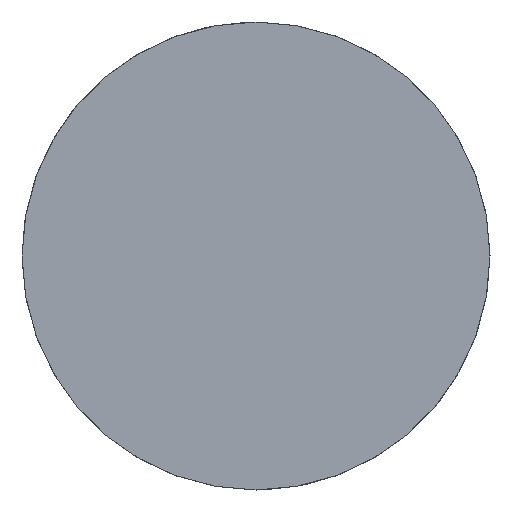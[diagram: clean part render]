
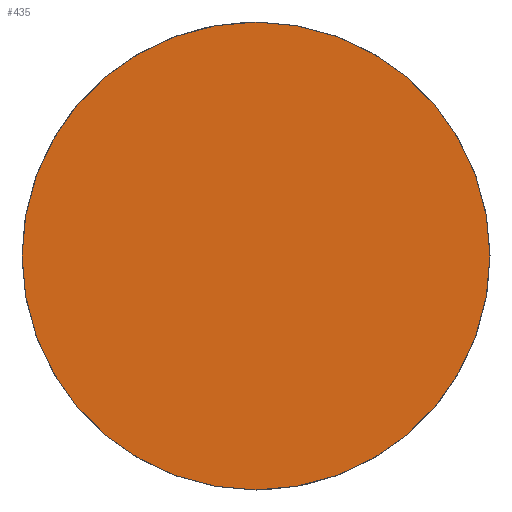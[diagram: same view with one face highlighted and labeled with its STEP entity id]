
A CAD part, front view. The second image highlights one B-rep face of the part: STEP entity #435.
In plain terms, the highlighted planar face has unit normal (0, -1, 0).
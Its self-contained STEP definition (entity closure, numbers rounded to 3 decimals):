
#369 = AXIS2_PLACEMENT_3D ( 'NONE', #1113, #2189, #4108 ) ;
#435 = ADVANCED_FACE ( 'NONE', ( #883 ), #1956, .F. ) ;
#790 = DIRECTION ( 'NONE',  ( 0., 0., 1. ) ) ;
#835 = CIRCLE ( 'NONE', #369, 4400. ) ;
#883 = FACE_OUTER_BOUND ( 'NONE', #4301, .T. ) ;
#916 = AXIS2_PLACEMENT_3D ( 'NONE', #1161, #3057, #1185 ) ;
#1010 = CARTESIAN_POINT ( 'NONE',  ( 0., 0., 4400. ) ) ;
#1113 = CARTESIAN_POINT ( 'NONE',  ( 0., 0., 0. ) ) ;
#1118 = EDGE_CURVE ( 'NONE', #2560, #3406, #1123, .T. ) ;
#1123 = CIRCLE ( 'NONE', #2171, 4400. ) ;
#1161 = CARTESIAN_POINT ( 'NONE',  ( 0., 0., 0. ) ) ;
#1185 = DIRECTION ( 'NONE',  ( 0., 0., 1. ) ) ;
#1196 = EDGE_CURVE ( 'NONE', #3406, #2560, #835, .T. ) ;
#1847 = CARTESIAN_POINT ( 'NONE',  ( 0., 0., 0. ) ) ;
#1956 = PLANE ( 'NONE',  #916 ) ;
#2124 = ORIENTED_EDGE ( 'NONE', *, *, #1196, .F. ) ;
#2171 = AXIS2_PLACEMENT_3D ( 'NONE', #1847, #2215, #790 ) ;
#2189 = DIRECTION ( 'NONE',  ( 0., 1., 0. ) ) ;
#2215 = DIRECTION ( 'NONE',  ( 0., 1., 0. ) ) ;
#2560 = VERTEX_POINT ( 'NONE', #4131 ) ;
#3057 = DIRECTION ( 'NONE',  ( 0., 1., 0. ) ) ;
#3406 = VERTEX_POINT ( 'NONE', #1010 ) ;
#4108 = DIRECTION ( 'NONE',  ( 0., 0., 1. ) ) ;
#4131 = CARTESIAN_POINT ( 'NONE',  ( 0., 0., -4400. ) ) ;
#4252 = ORIENTED_EDGE ( 'NONE', *, *, #1118, .F. ) ;
#4301 = EDGE_LOOP ( 'NONE', ( #4252, #2124 ) ) ;
